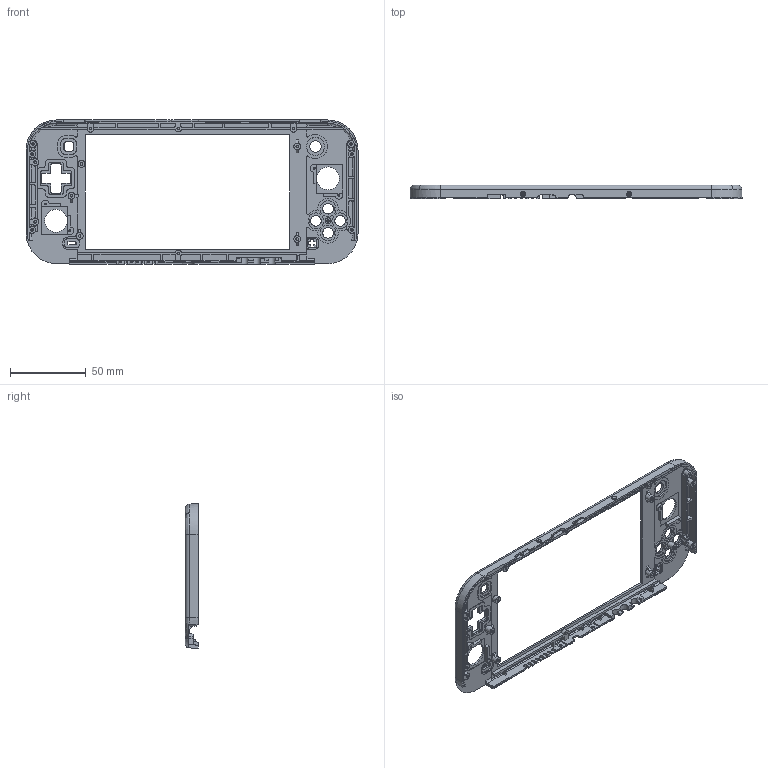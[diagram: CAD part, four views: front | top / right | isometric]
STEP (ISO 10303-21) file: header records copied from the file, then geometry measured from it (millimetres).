
FILE_DESCRIPTION(/* description */ (''),/* implementation_level */ '2;1');
FILE_NAME(/* name */ 'Case Front.step',/* time_stamp */ '2024-02-13T22:04:11+09:00',/* author */ (''),/* organization */ (''),/* preprocessor_version */ 'ST-DEVELOPER v20',/* originating_system */ 'Autodesk Translation Framework v12.20.1.177',/* authorisation */ '');
FILE_SCHEMA (('AUTOMOTIVE_DESIGN { 1 0 10303 214 3 1 1 }'));
Length unit declared in the file: millimetre
Products named in the file (1): Case Front_2
Bounding box: 218.81 x 9 x 94.98 mm (x, y, z)
Volume: 27211.2 mm3; surface area: 32431.3 mm2
Topology: 1 solids, 1 shells, 896 faces, 2516 edges, 1657 vertices
Faces by surface type: plane 539, cone 170, bspline 110, cylinder 71, torus 4, sphere 2
Entity records: 33436 total; most frequent: CARTESIAN_POINT 10602, ORIENTED_EDGE 5028, DIRECTION 4444, EDGE_CURVE 2514, VERTEX_POINT 1657, LINE 1572, VECTOR 1572, AXIS2_PLACEMENT_3D 1436
